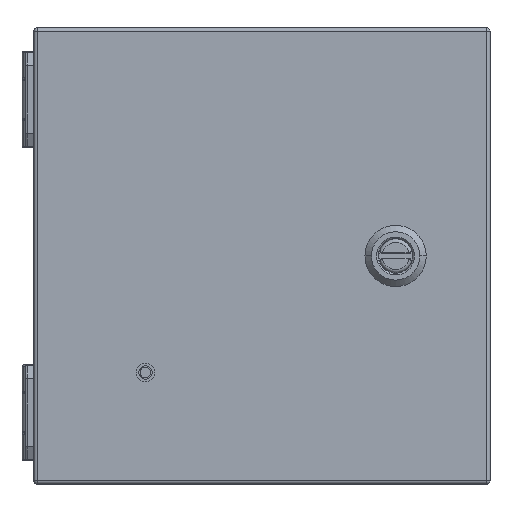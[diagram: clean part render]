
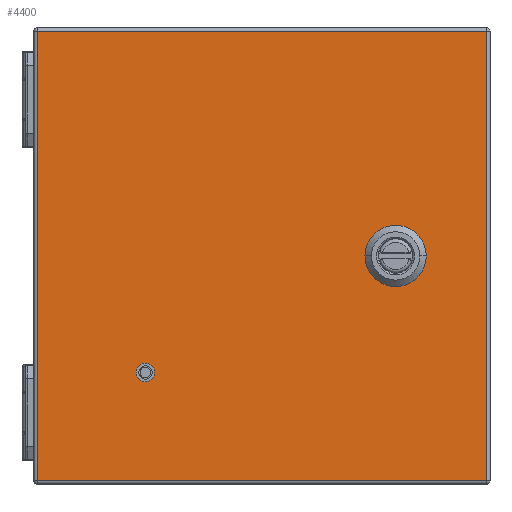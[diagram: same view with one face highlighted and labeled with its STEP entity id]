
A CAD part, top view. The second image highlights one B-rep face of the part: STEP entity #4400.
In plain terms, the highlighted planar face has unit normal (0, 0, 1).
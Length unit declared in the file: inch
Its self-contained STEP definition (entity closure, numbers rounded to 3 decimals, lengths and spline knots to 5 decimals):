
#340 = VERTEX_POINT ( 'NONE', #15003 ) ;
#463 = CARTESIAN_POINT ( 'NONE',  ( -4.1102, 4.1277, 6.107 ) ) ;
#772 = DIRECTION ( 'NONE',  ( 0., -1., 0. ) ) ;
#1228 = ORIENTED_EDGE ( 'NONE', *, *, #11405, .T. ) ;
#1717 = DIRECTION ( 'NONE',  ( -1., 0., 0. ) ) ;
#1753 = VECTOR ( 'NONE', #9609, 39.37008 ) ;
#2881 = CARTESIAN_POINT ( 'NONE',  ( 2.472, 0.0001, 6.107 ) ) ;
#2928 = VECTOR ( 'NONE', #17866, 39.37008 ) ;
#3182 = CIRCLE ( 'NONE', #13131, 0.443 ) ;
#3439 = VERTEX_POINT ( 'NONE', #13264 ) ;
#4202 = VERTEX_POINT ( 'NONE', #29076 ) ;
#4400 = ADVANCED_FACE ( 'NONE', ( #17780, #27289, #23074 ), #10917, .T. ) ;
#4798 = VECTOR ( 'NONE', #30769, 39.37008 ) ;
#5151 = DIRECTION ( 'NONE',  ( 0., -1., 0. ) ) ;
#5518 = DIRECTION ( 'NONE',  ( 0., 0., 1. ) ) ;
#5610 = LINE ( 'NONE', #14512, #9037 ) ;
#6163 = CARTESIAN_POINT ( 'NONE',  ( 2.076, -0.19848, 6.107 ) ) ;
#6627 = EDGE_CURVE ( 'NONE', #21338, #26991, #10532, .T. ) ;
#6681 = VERTEX_POINT ( 'NONE', #6163 ) ;
#7258 = LINE ( 'NONE', #23324, #4798 ) ;
#7437 = EDGE_CURVE ( 'NONE', #27238, #6681, #22124, .T. ) ;
#7672 = DIRECTION ( 'NONE',  ( -1., 0., 0. ) ) ;
#7936 = CARTESIAN_POINT ( 'NONE',  ( 2.67058, -0.3959, 6.107 ) ) ;
#8708 = EDGE_LOOP ( 'NONE', ( #1228, #27109, #19536, #11333 ) ) ;
#8970 = CARTESIAN_POINT ( 'NONE',  ( 4.145, 4.1277, 6.107 ) ) ;
#9037 = VECTOR ( 'NONE', #29138, 39.37008 ) ;
#9433 = DIRECTION ( 'NONE',  ( 0., 0., 1. ) ) ;
#9453 = VERTEX_POINT ( 'NONE', #8970 ) ;
#9609 = DIRECTION ( 'NONE',  ( 1., 0., 0. ) ) ;
#9614 = EDGE_CURVE ( 'NONE', #6681, #21338, #20481, .T. ) ;
#10197 = CARTESIAN_POINT ( 'NONE',  ( 2.472, 0.0001, 6.107 ) ) ;
#10532 = LINE ( 'NONE', #22540, #2928 ) ;
#10720 = ORIENTED_EDGE ( 'NONE', *, *, #26176, .F. ) ;
#10917 = PLANE ( 'NONE',  #25092 ) ;
#10923 = EDGE_CURVE ( 'NONE', #16167, #30158, #17163, .T. ) ;
#10998 = VECTOR ( 'NONE', #5151, 39.37008 ) ;
#11333 = ORIENTED_EDGE ( 'NONE', *, *, #10923, .T. ) ;
#11405 = EDGE_CURVE ( 'NONE', #30158, #11426, #21771, .T. ) ;
#11426 = VERTEX_POINT ( 'NONE', #23502 ) ;
#12089 = ORIENTED_EDGE ( 'NONE', *, *, #7437, .F. ) ;
#12102 = AXIS2_PLACEMENT_3D ( 'NONE', #17062, #9433, #26731 ) ;
#12247 = EDGE_LOOP ( 'NONE', ( #10720, #14428, #27952, #22285, #28881, #24481, #24300, #12089 ) ) ;
#12849 = CARTESIAN_POINT ( 'NONE',  ( -4.1102, -4.1275, 6.107 ) ) ;
#12891 = EDGE_CURVE ( 'NONE', #17416, #4202, #29158, .T. ) ;
#13131 = AXIS2_PLACEMENT_3D ( 'NONE', #16607, #28594, #18783 ) ;
#13264 = CARTESIAN_POINT ( 'NONE',  ( 2.868, -0.19848, 6.107 ) ) ;
#13536 = AXIS2_PLACEMENT_3D ( 'NONE', #2881, #26737, #14582 ) ;
#14428 = ORIENTED_EDGE ( 'NONE', *, *, #12891, .F. ) ;
#14512 = CARTESIAN_POINT ( 'NONE',  ( 4.145, 4.1877, 6.107 ) ) ;
#14582 = DIRECTION ( 'NONE',  ( -1., 0., 0. ) ) ;
#15003 = CARTESIAN_POINT ( 'NONE',  ( 2.868, 0.19868, 6.107 ) ) ;
#15085 = CIRCLE ( 'NONE', #20030, 0.09655 ) ;
#15329 = VECTOR ( 'NONE', #7672, 39.37008 ) ;
#15414 = EDGE_CURVE ( 'NONE', #22248, #22248, #15085, .T. ) ;
#16167 = VERTEX_POINT ( 'NONE', #463 ) ;
#16607 = CARTESIAN_POINT ( 'NONE',  ( 2.472, 0.0001, 6.107 ) ) ;
#17062 = CARTESIAN_POINT ( 'NONE',  ( 2.472, 0.0001, 6.107 ) ) ;
#17163 = LINE ( 'NONE', #24494, #10998 ) ;
#17416 = VERTEX_POINT ( 'NONE', #27547 ) ;
#17447 = CARTESIAN_POINT ( 'NONE',  ( 2.27342, -0.3959, 6.107 ) ) ;
#17609 = CIRCLE ( 'NONE', #24074, 0.443 ) ;
#17780 = FACE_BOUND ( 'NONE', #12247, .T. ) ;
#17866 = DIRECTION ( 'NONE',  ( 1., 0., 0. ) ) ;
#18783 = DIRECTION ( 'NONE',  ( -1., 0., 0. ) ) ;
#19510 = CARTESIAN_POINT ( 'NONE',  ( 1.0173, 0.3961, 6.107 ) ) ;
#19536 = ORIENTED_EDGE ( 'NONE', *, *, #29990, .T. ) ;
#19875 = ORIENTED_EDGE ( 'NONE', *, *, #15414, .F. ) ;
#19895 = DIRECTION ( 'NONE',  ( -1., 0., 0. ) ) ;
#20030 = AXIS2_PLACEMENT_3D ( 'NONE', #24592, #22237, #19895 ) ;
#20481 = CIRCLE ( 'NONE', #13536, 0.443 ) ;
#21338 = VERTEX_POINT ( 'NONE', #17447 ) ;
#21627 = CARTESIAN_POINT ( 'NONE',  ( 4.205, -4.1275, 6.107 ) ) ;
#21771 = LINE ( 'NONE', #21627, #1753 ) ;
#21913 = EDGE_LOOP ( 'NONE', ( #19875 ) ) ;
#22124 = LINE ( 'NONE', #26798, #26854 ) ;
#22237 = DIRECTION ( 'NONE',  ( 0., 0., 1. ) ) ;
#22248 = VERTEX_POINT ( 'NONE', #29243 ) ;
#22285 = ORIENTED_EDGE ( 'NONE', *, *, #27605, .F. ) ;
#22364 = LINE ( 'NONE', #22979, #22548 ) ;
#22540 = CARTESIAN_POINT ( 'NONE',  ( 1.0173, -0.3959, 6.107 ) ) ;
#22548 = VECTOR ( 'NONE', #23144, 39.37008 ) ;
#22979 = CARTESIAN_POINT ( 'NONE',  ( 2.868, -0.9999, 6.107 ) ) ;
#23074 = FACE_OUTER_BOUND ( 'NONE', #8708, .T. ) ;
#23144 = DIRECTION ( 'NONE',  ( 0., 1., 0. ) ) ;
#23204 = EDGE_CURVE ( 'NONE', #11426, #9453, #5610, .T. ) ;
#23233 = CARTESIAN_POINT ( 'NONE',  ( 1.0173, -0.9999, 6.107 ) ) ;
#23324 = CARTESIAN_POINT ( 'NONE',  ( -4.1702, 4.1277, 6.107 ) ) ;
#23502 = CARTESIAN_POINT ( 'NONE',  ( 4.145, -4.1275, 6.107 ) ) ;
#24074 = AXIS2_PLACEMENT_3D ( 'NONE', #10197, #5518, #24551 ) ;
#24300 = ORIENTED_EDGE ( 'NONE', *, *, #9614, .F. ) ;
#24481 = ORIENTED_EDGE ( 'NONE', *, *, #6627, .F. ) ;
#24494 = CARTESIAN_POINT ( 'NONE',  ( -4.1102, -4.1875, 6.107 ) ) ;
#24551 = DIRECTION ( 'NONE',  ( -1., 0., 0. ) ) ;
#24592 = CARTESIAN_POINT ( 'NONE',  ( -2.1222, -2.1395, 6.107 ) ) ;
#25092 = AXIS2_PLACEMENT_3D ( 'NONE', #23233, #27885, #1717 ) ;
#25405 = CARTESIAN_POINT ( 'NONE',  ( 2.076, 0.19868, 6.107 ) ) ;
#26026 = EDGE_CURVE ( 'NONE', #340, #17416, #27043, .T. ) ;
#26176 = EDGE_CURVE ( 'NONE', #4202, #27238, #17609, .T. ) ;
#26731 = DIRECTION ( 'NONE',  ( -1., 0., 0. ) ) ;
#26737 = DIRECTION ( 'NONE',  ( 0., 0., 1. ) ) ;
#26798 = CARTESIAN_POINT ( 'NONE',  ( 2.076, -0.9999, 6.107 ) ) ;
#26854 = VECTOR ( 'NONE', #772, 39.37008 ) ;
#26991 = VERTEX_POINT ( 'NONE', #7936 ) ;
#27043 = CIRCLE ( 'NONE', #12102, 0.443 ) ;
#27109 = ORIENTED_EDGE ( 'NONE', *, *, #23204, .T. ) ;
#27238 = VERTEX_POINT ( 'NONE', #25405 ) ;
#27289 = FACE_BOUND ( 'NONE', #21913, .T. ) ;
#27547 = CARTESIAN_POINT ( 'NONE',  ( 2.67058, 0.3961, 6.107 ) ) ;
#27605 = EDGE_CURVE ( 'NONE', #3439, #340, #22364, .T. ) ;
#27885 = DIRECTION ( 'NONE',  ( 0., 0., 1. ) ) ;
#27952 = ORIENTED_EDGE ( 'NONE', *, *, #26026, .F. ) ;
#28594 = DIRECTION ( 'NONE',  ( 0., 0., 1. ) ) ;
#28881 = ORIENTED_EDGE ( 'NONE', *, *, #28929, .F. ) ;
#28929 = EDGE_CURVE ( 'NONE', #26991, #3439, #3182, .T. ) ;
#29076 = CARTESIAN_POINT ( 'NONE',  ( 2.27342, 0.3961, 6.107 ) ) ;
#29138 = DIRECTION ( 'NONE',  ( 0., 1., 0. ) ) ;
#29158 = LINE ( 'NONE', #19510, #15329 ) ;
#29243 = CARTESIAN_POINT ( 'NONE',  ( -2.21875, -2.1395, 6.107 ) ) ;
#29990 = EDGE_CURVE ( 'NONE', #9453, #16167, #7258, .T. ) ;
#30158 = VERTEX_POINT ( 'NONE', #12849 ) ;
#30769 = DIRECTION ( 'NONE',  ( -1., 0., 0. ) ) ;
